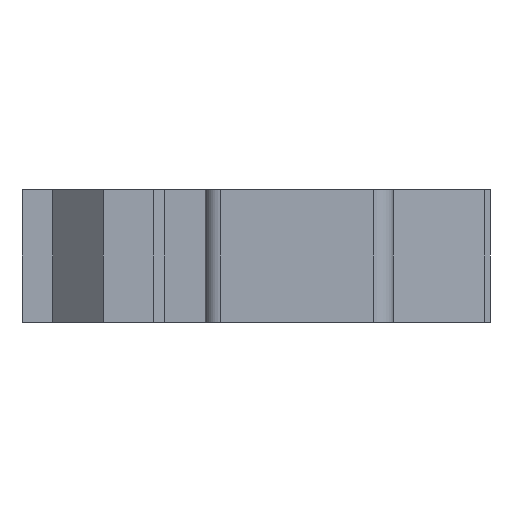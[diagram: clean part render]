
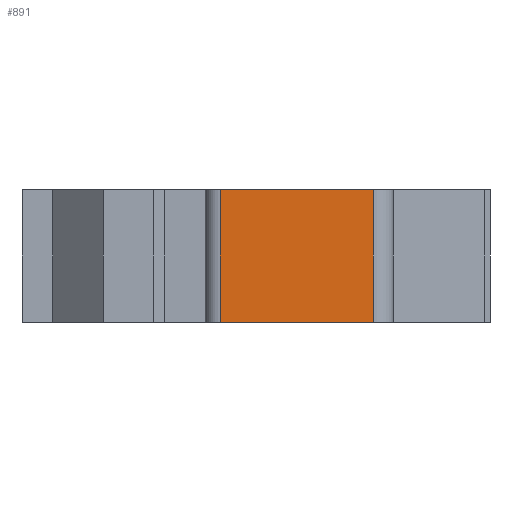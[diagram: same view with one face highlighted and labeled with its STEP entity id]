
A CAD part, front view. The second image highlights one B-rep face of the part: STEP entity #891.
In plain terms, the highlighted planar face has unit normal (0, -1, 0).
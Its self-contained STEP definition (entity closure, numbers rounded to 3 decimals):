
#39=PLANE('',#961);
#118=LINE('',#1383,#227);
#119=LINE('',#1385,#228);
#120=LINE('',#1387,#229);
#121=LINE('',#1389,#230);
#227=VECTOR('',#1128,1000.);
#228=VECTOR('',#1131,1000.);
#229=VECTOR('',#1132,1000.);
#230=VECTOR('',#1133,1000.);
#373=ORIENTED_EDGE('',*,*,#607,.F.);
#374=ORIENTED_EDGE('',*,*,#606,.F.);
#375=ORIENTED_EDGE('',*,*,#608,.T.);
#376=ORIENTED_EDGE('',*,*,#609,.T.);
#606=EDGE_CURVE('',#711,#710,#118,.T.);
#607=EDGE_CURVE('',#710,#712,#119,.T.);
#608=EDGE_CURVE('',#711,#713,#120,.T.);
#609=EDGE_CURVE('',#713,#712,#121,.T.);
#710=VERTEX_POINT('',#1380);
#711=VERTEX_POINT('',#1382);
#712=VERTEX_POINT('',#1386);
#713=VERTEX_POINT('',#1388);
#791=EDGE_LOOP('',(#373,#374,#375,#376));
#836=FACE_BOUND('',#791,.T.);
#891=ADVANCED_FACE('',(#836),#39,.T.);
#961=AXIS2_PLACEMENT_3D('',#1384,#1129,#1130);
#1128=DIRECTION('',(0.,0.,-1.));
#1129=DIRECTION('',(0.,-1.,0.));
#1130=DIRECTION('',(0.,0.,-1.));
#1131=DIRECTION('',(-1.,0.,0.));
#1132=DIRECTION('',(-1.,0.,0.));
#1133=DIRECTION('',(0.,0.,-1.));
#1380=CARTESIAN_POINT('',(11.5,-21.,0.));
#1382=CARTESIAN_POINT('',(11.5,-21.,13.));
#1383=CARTESIAN_POINT('',(11.5,-21.,13.));
#1384=CARTESIAN_POINT('',(11.5,-21.,13.));
#1385=CARTESIAN_POINT('',(11.5,-21.,0.));
#1386=CARTESIAN_POINT('',(-3.5,-21.,0.));
#1387=CARTESIAN_POINT('',(11.5,-21.,13.));
#1388=CARTESIAN_POINT('',(-3.5,-21.,13.));
#1389=CARTESIAN_POINT('',(-3.5,-21.,13.));
